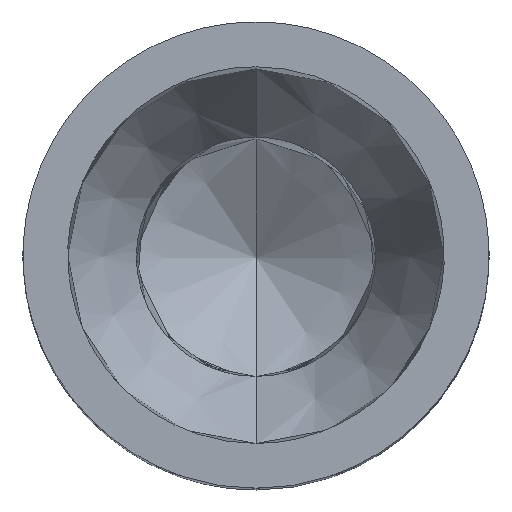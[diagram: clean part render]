
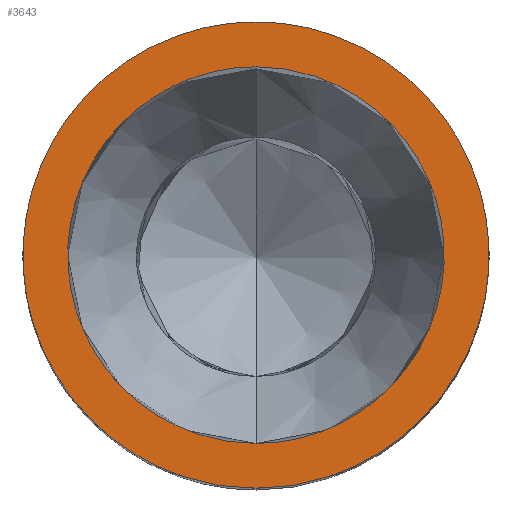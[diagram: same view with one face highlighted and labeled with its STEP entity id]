
A CAD part, top view. The second image highlights one B-rep face of the part: STEP entity #3643.
In plain terms, the highlighted free-form (B-spline) face has degree [3, 3] with [5, 5] control points.
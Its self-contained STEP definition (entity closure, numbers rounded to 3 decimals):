
#849=CARTESIAN_POINT('',(0.,-1.575,52.5));
#850=CARTESIAN_POINT('',(-0.207,-1.577,52.5));
#851=CARTESIAN_POINT('',(-0.618,-1.492,52.5));
#852=CARTESIAN_POINT('',(-1.143,-1.143,52.5));
#853=CARTESIAN_POINT('',(-1.493,-0.618,52.5));
#854=CARTESIAN_POINT('',(-1.616,0.,52.5));
#855=CARTESIAN_POINT('',(-1.493,0.618,52.5));
#856=CARTESIAN_POINT('',(-1.143,1.143,52.5));
#857=CARTESIAN_POINT('',(-0.618,1.492,52.5));
#858=CARTESIAN_POINT('',(-0.207,1.577,52.5));
#859=CARTESIAN_POINT('',(0.,1.575,52.5));
#861=CARTESIAN_POINT('',(0.,1.575,52.5));
#862=CARTESIAN_POINT('',(0.207,1.577,52.5));
#863=CARTESIAN_POINT('',(0.618,1.492,52.5));
#864=CARTESIAN_POINT('',(1.143,1.143,52.5));
#865=CARTESIAN_POINT('',(1.493,0.618,52.5));
#866=CARTESIAN_POINT('',(1.616,0.,52.5));
#867=CARTESIAN_POINT('',(1.493,-0.618,52.5));
#868=CARTESIAN_POINT('',(1.143,-1.143,52.5));
#869=CARTESIAN_POINT('',(0.618,-1.492,52.5));
#870=CARTESIAN_POINT('',(0.207,-1.577,52.5));
#871=CARTESIAN_POINT('',(0.,-1.575,52.5));
#889=CARTESIAN_POINT('',(0.,-1.95,52.5));
#890=CARTESIAN_POINT('',(-0.256,-1.953,52.5));
#891=CARTESIAN_POINT('',(-0.765,-1.847,52.5));
#892=CARTESIAN_POINT('',(-1.415,-1.415,52.5));
#893=CARTESIAN_POINT('',(-1.848,-0.766,52.5));
#894=CARTESIAN_POINT('',(-2.001,0.,52.5));
#895=CARTESIAN_POINT('',(-1.848,0.766,52.5));
#896=CARTESIAN_POINT('',(-1.415,1.415,52.5));
#897=CARTESIAN_POINT('',(-0.765,1.847,52.5));
#898=CARTESIAN_POINT('',(-0.256,1.953,52.5));
#899=CARTESIAN_POINT('',(0.,1.95,52.5));
#917=CARTESIAN_POINT('',(0.,-1.95,52.5));
#918=CARTESIAN_POINT('',(0.256,-1.953,52.5));
#919=CARTESIAN_POINT('',(0.765,-1.847,52.5));
#920=CARTESIAN_POINT('',(1.415,-1.415,52.5));
#921=CARTESIAN_POINT('',(1.848,-0.766,52.5));
#922=CARTESIAN_POINT('',(2.001,0.,52.5));
#923=CARTESIAN_POINT('',(1.848,0.766,52.5));
#924=CARTESIAN_POINT('',(1.415,1.415,52.5));
#925=CARTESIAN_POINT('',(0.765,1.847,52.5));
#926=CARTESIAN_POINT('',(0.256,1.953,52.5));
#927=CARTESIAN_POINT('',(0.,1.95,52.5));
#1001=VERTEX_POINT('',#917);
#1002=VERTEX_POINT('',#927);
#1017=VERTEX_POINT('',#849);
#1018=VERTEX_POINT('',#859);
#3606=CARTESIAN_POINT('',(1.954,-1.95,52.5));
#3607=CARTESIAN_POINT('',(1.303,-1.95,52.5));
#3608=CARTESIAN_POINT('',(0.,-1.95,52.5));
#3609=CARTESIAN_POINT('',(-1.303,-1.95,52.5));
#3610=CARTESIAN_POINT('',(-1.954,-1.95,52.5));
#3611=CARTESIAN_POINT('',(1.954,-1.3,52.5));
#3612=CARTESIAN_POINT('',(1.303,-1.3,52.5));
#3613=CARTESIAN_POINT('',(0.,-1.3,52.5));
#3614=CARTESIAN_POINT('',(-1.303,-1.3,52.5));
#3615=CARTESIAN_POINT('',(-1.954,-1.3,52.5));
#3616=CARTESIAN_POINT('',(1.954,0.,52.5));
#3617=CARTESIAN_POINT('',(1.303,0.,52.5));
#3618=CARTESIAN_POINT('',(0.,0.,52.5));
#3619=CARTESIAN_POINT('',(-1.303,0.,52.5));
#3620=CARTESIAN_POINT('',(-1.954,0.,52.5));
#3621=CARTESIAN_POINT('',(1.954,1.3,52.5));
#3622=CARTESIAN_POINT('',(1.303,1.3,52.5));
#3623=CARTESIAN_POINT('',(0.,1.3,52.5));
#3624=CARTESIAN_POINT('',(-1.303,1.3,52.5));
#3625=CARTESIAN_POINT('',(-1.954,1.3,52.5));
#3626=CARTESIAN_POINT('',(1.954,1.95,52.5));
#3627=CARTESIAN_POINT('',(1.303,1.95,52.5));
#3628=CARTESIAN_POINT('',(0.,1.95,52.5));
#3629=CARTESIAN_POINT('',(-1.303,1.95,52.5));
#3630=CARTESIAN_POINT('',(-1.954,1.95,52.5));
#3631=B_SPLINE_SURFACE_WITH_KNOTS('',3,3,((#3606,#3607,#3608,#3609,#3610),
(#3611,#3612,#3613,#3614,#3615),(#3616,#3617,#3618,#3619,#3620),(#3621,#3622,
#3623,#3624,#3625),(#3626,#3627,#3628,#3629,#3630)),.UNSPECIFIED.,.F.,.F.,.F.,
(4,1,4),(4,1,4),(-1.95,0.,1.95),(-1.954,0.,1.954),
.UNSPECIFIED.);
#3633=ORIENTED_EDGE('',*,*,#3632,.T.);
#3635=ORIENTED_EDGE('',*,*,#3634,.F.);
#3636=EDGE_LOOP('',(#3633,#3635));
#3637=FACE_OUTER_BOUND('',#3636,.F.);
#3639=ORIENTED_EDGE('',*,*,#3638,.F.);
#3640=ORIENTED_EDGE('',*,*,#3596,.F.);
#3641=EDGE_LOOP('',(#3639,#3640));
#3642=FACE_BOUND('',#3641,.F.);
#860=B_SPLINE_CURVE_WITH_KNOTS('',3,(#849,#850,#851,#852,#853,#854,#855,#856,
#857,#858,#859),.UNSPECIFIED.,.F.,.F.,(4,1,1,1,1,1,1,1,4),(0.,0.125,0.25,
0.375,0.5,0.625,0.75,0.875,1.),.UNSPECIFIED.);
#872=B_SPLINE_CURVE_WITH_KNOTS('',3,(#861,#862,#863,#864,#865,#866,#867,#868,
#869,#870,#871),.UNSPECIFIED.,.F.,.F.,(4,1,1,1,1,1,1,1,4),(0.,0.125,0.25,
0.375,0.5,0.625,0.75,0.875,1.),.UNSPECIFIED.);
#900=B_SPLINE_CURVE_WITH_KNOTS('',3,(#889,#890,#891,#892,#893,#894,#895,#896,
#897,#898,#899),.UNSPECIFIED.,.F.,.F.,(4,1,1,1,1,1,1,1,4),(0.,0.125,0.25,
0.375,0.5,0.625,0.75,0.875,1.),.UNSPECIFIED.);
#928=B_SPLINE_CURVE_WITH_KNOTS('',3,(#917,#918,#919,#920,#921,#922,#923,#924,
#925,#926,#927),.UNSPECIFIED.,.F.,.F.,(4,1,1,1,1,1,1,1,4),(0.,0.125,0.25,
0.375,0.5,0.625,0.75,0.875,1.),.UNSPECIFIED.);
#3596=EDGE_CURVE('',#1018,#1017,#872,.T.);
#3632=EDGE_CURVE('',#1001,#1002,#900,.T.);
#3634=EDGE_CURVE('',#1001,#1002,#928,.T.);
#3638=EDGE_CURVE('',#1017,#1018,#860,.T.);
#3643=ADVANCED_FACE('',(#3637,#3642),#3631,.T.);
